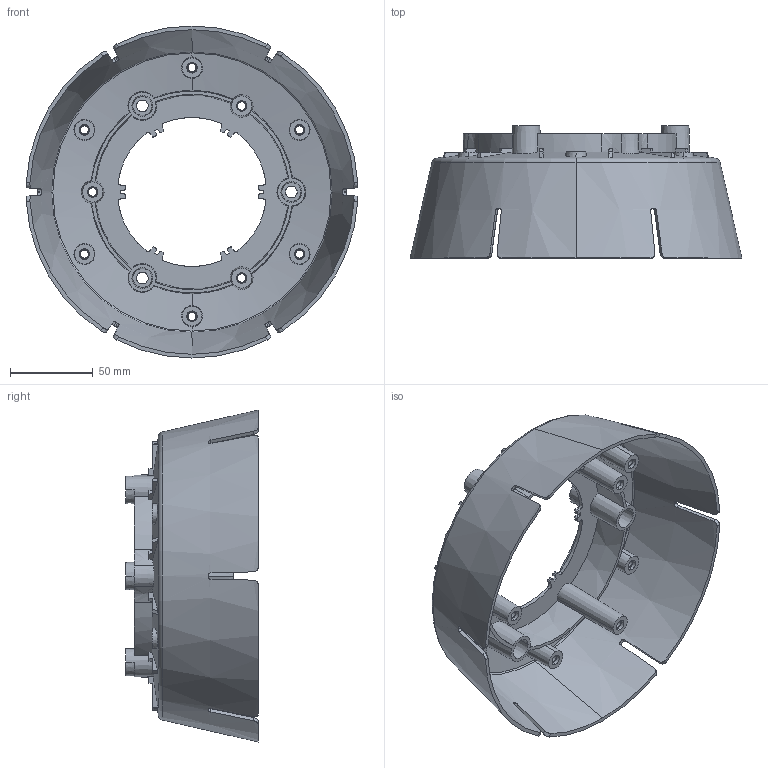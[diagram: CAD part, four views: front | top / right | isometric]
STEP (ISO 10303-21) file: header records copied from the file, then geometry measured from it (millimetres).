
FILE_DESCRIPTION((''),'2;1');
FILE_NAME('10023-STEVE-BAFFLE','2017-05-01T',('carhart.david'),(''),'PRO/ENGINEER BY PARAMETRIC TECHNOLOGY CORPORATION, 2015110','PRO/ENGINEER BY PARAMETRIC TECHNOLOGY CORPORATION, 2015110','');
FILE_SCHEMA(('CONFIG_CONTROL_DESIGN'));
Length unit declared in the file: millimetre
Products named in the file (1): 10023-STEVE-BAFFLE
Bounding box: 200.24 x 80 x 200.5 mm (x, y, z)
Volume: 176709.4 mm3; surface area: 150212.3 mm2
Topology: 1 solids, 1 shells, 431 faces, 1169 edges, 769 vertices
Faces by surface type: cone 194, plane 149, cylinder 48, extrusion 24, bspline 12, torus 4
Entity records: 15965 total; most frequent: CARTESIAN_POINT 5457, ORIENTED_EDGE 2338, DIRECTION 1982, EDGE_CURVE 1169, AXIS2_PLACEMENT_3D 793, VERTEX_POINT 769, EDGE_LOOP 486, FACE_OUTER_BOUND 431
